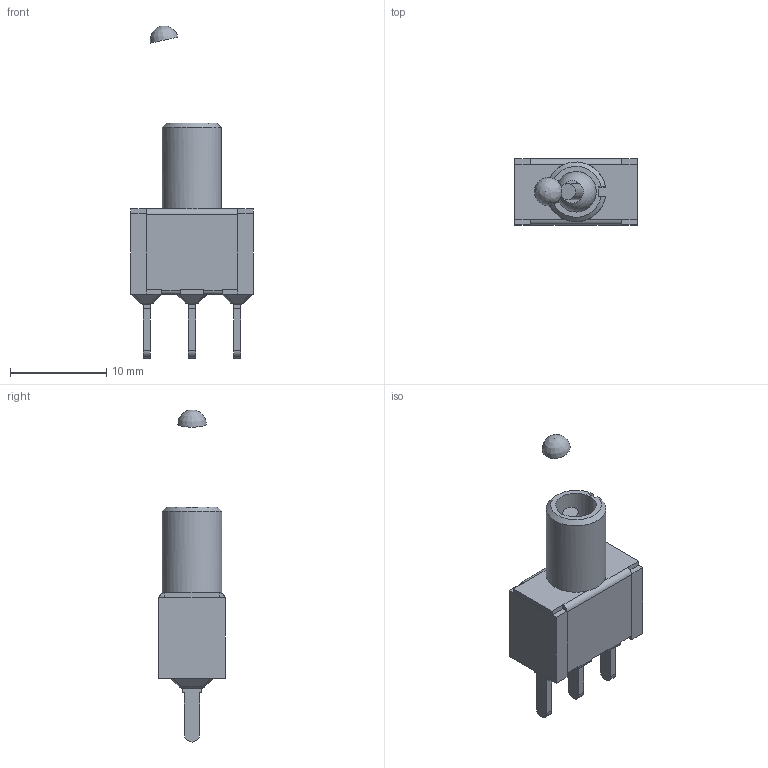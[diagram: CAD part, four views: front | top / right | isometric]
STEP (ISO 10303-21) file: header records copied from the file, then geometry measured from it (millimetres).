
FILE_DESCRIPTION(/* description */ (''),/* implementation_level */ '2;1');
FILE_NAME(/* name */ '100SPxT1B2M3xE.stp',/* time_stamp */ '2025-05-01T08:21:45-05:00',/* author */ ('mroman'),/* organization */ (''),/* preprocessor_version */ 'ST-DEVELOPER v18.1',/* originating_system */ 'Autodesk Inventor 2022',/* authorisation */ '');
FILE_SCHEMA (('AUTOMOTIVE_DESIGN { 1 0 10303 214 3 1 1 }'));
Length unit declared in the file: inch
Products named in the file (1): 100SPxT1B2M3xE
Bounding box: 12.7 x 6.86 x 34.45 mm (x, y, z)
Volume: 1056.9 mm3; surface area: 1159.2 mm2
Topology: 1 solids, 7 shells, 226 faces, 563 edges, 332 vertices
Faces by surface type: plane 163, cylinder 45, sphere 14, cone 3, bspline 1
Full cylindrical faces by diameter (mm): 1.65 x1, 4.2 x2
Entity records: 6621 total; most frequent: CARTESIAN_POINT 1206, DIRECTION 1125, ORIENTED_EDGE 1102, EDGE_CURVE 551, LINE 419, VECTOR 419, AXIS2_PLACEMENT_3D 353, VERTEX_POINT 332
